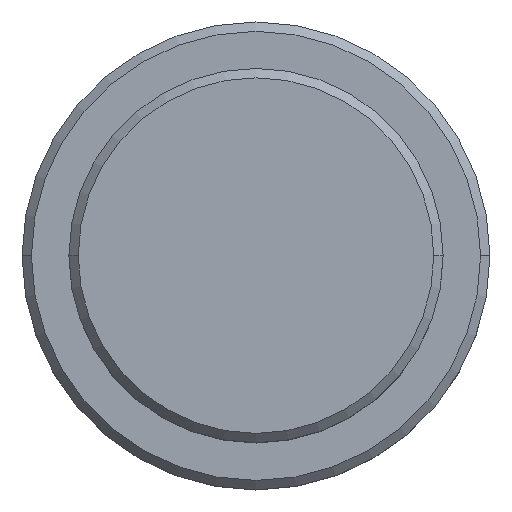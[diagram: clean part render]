
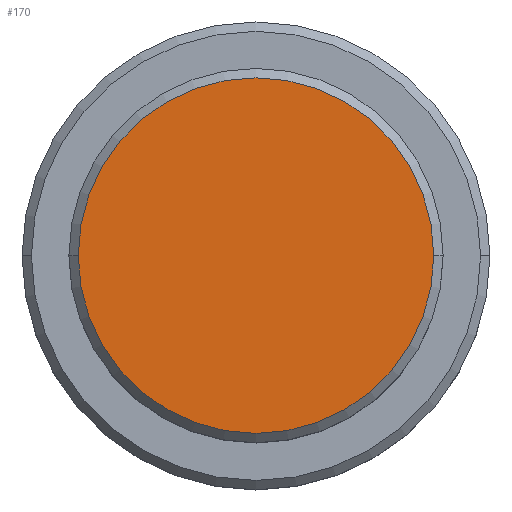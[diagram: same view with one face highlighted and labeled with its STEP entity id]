
A CAD part, top view. The second image highlights one B-rep face of the part: STEP entity #170.
In plain terms, the highlighted planar face has unit normal (0, 0, 1).
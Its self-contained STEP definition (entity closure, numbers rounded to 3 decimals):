
#109 = DIRECTION ( 'NONE',  ( 0., 0., 1. ) ) ;
#111 = AXIS2_PLACEMENT_3D ( 'NONE', #219, #109, #1123 ) ;
#126 = CARTESIAN_POINT ( 'NONE',  ( 9.5, 0., 0. ) ) ;
#170 = ADVANCED_FACE ( 'NONE', ( #1217 ), #1311, .T. ) ;
#202 = CARTESIAN_POINT ( 'NONE',  ( 0., 0., 0. ) ) ;
#215 = DIRECTION ( 'NONE',  ( 1., 0., 0. ) ) ;
#219 = CARTESIAN_POINT ( 'NONE',  ( 0., 0., 0. ) ) ;
#227 = DIRECTION ( 'NONE',  ( 0., 0., 1. ) ) ;
#500 = CARTESIAN_POINT ( 'NONE',  ( -9.5, 0., 0. ) ) ;
#532 = DIRECTION ( 'NONE',  ( 0., 0., 1. ) ) ;
#535 = EDGE_LOOP ( 'NONE', ( #1122, #917 ) ) ;
#538 = CIRCLE ( 'NONE', #945, 9.5 ) ;
#562 = CIRCLE ( 'NONE', #111, 9.5 ) ;
#782 = AXIS2_PLACEMENT_3D ( 'NONE', #1082, #227, #215 ) ;
#803 = EDGE_CURVE ( 'NONE', #812, #988, #562, .T. ) ;
#812 = VERTEX_POINT ( 'NONE', #126 ) ;
#917 = ORIENTED_EDGE ( 'NONE', *, *, #803, .T. ) ;
#945 = AXIS2_PLACEMENT_3D ( 'NONE', #202, #532, #1405 ) ;
#988 = VERTEX_POINT ( 'NONE', #500 ) ;
#991 = EDGE_CURVE ( 'NONE', #988, #812, #538, .T. ) ;
#1082 = CARTESIAN_POINT ( 'NONE',  ( 0., 0., 0. ) ) ;
#1122 = ORIENTED_EDGE ( 'NONE', *, *, #991, .T. ) ;
#1123 = DIRECTION ( 'NONE',  ( 1., 0., 0. ) ) ;
#1217 = FACE_OUTER_BOUND ( 'NONE', #535, .T. ) ;
#1311 = PLANE ( 'NONE',  #782 ) ;
#1405 = DIRECTION ( 'NONE',  ( 1., 0., 0. ) ) ;
